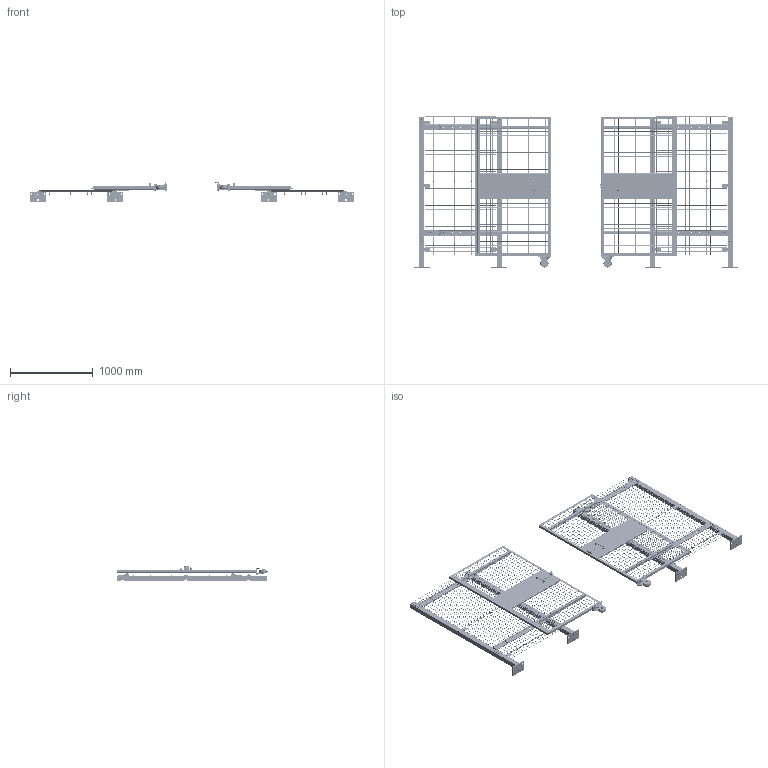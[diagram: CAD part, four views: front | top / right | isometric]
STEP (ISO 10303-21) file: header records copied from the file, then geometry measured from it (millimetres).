
FILE_DESCRIPTION (( 'STEP AP214' ), '1' );
FILE_NAME ('XGC610666_REV3.STEP', '2024-02-22T17:13:57', ( '' ), ( '' ), 'SwSTEP 2.0', 'SolidWorks 2023', '' );
FILE_SCHEMA (( 'AUTOMOTIVE_DESIGN' ));
Length unit declared in the file: inch
Products named in the file (1): XGC610666_REV3
Bounding box: 3905.25 x 1820.14 x 242.42 mm (x, y, z)
Volume: 13287968.3 mm3; surface area: 12719051.6 mm2
Topology: 294 solids, 294 shells, 6898 faces, 25889 edges, 17514 vertices
Faces by surface type: plane 3181, cylinder 2100, cone 888, torus 543, bspline 154, sphere 32
Full cylindrical faces by diameter (mm): 3.447 x16, 3.454 x2, 4.017 x2, 4.064 x540, 4.166 x130, 4.318 x2, 4.655 x16, 4.687 x1, 4.751 x12, 4.763 x4, 5.026 x16, 5.105 x4, 5.156 x28, 5.969 x4, 6 x1, 6.093 x16, 6.219 x2, 6.283 x2, 6.35 x13, 6.403 x16, 6.528 x4, 7 x2, 7.01 x1, 7.142 x12, 7.366 x28, 7.62 x12, 7.937 x2, 7.938 x6, 8.036 x16, 8.433 x12
Entity records: 257750 total; most frequent: CARTESIAN_POINT 86155, ORIENTED_EDGE 31874, DIRECTION 30938, EDGE_CURVE 15937, EDGE_LOOP 14124, AXIS2_PLACEMENT_3D 12100, VERTEX_POINT 11833, FACE_OUTER_BOUND 8349
